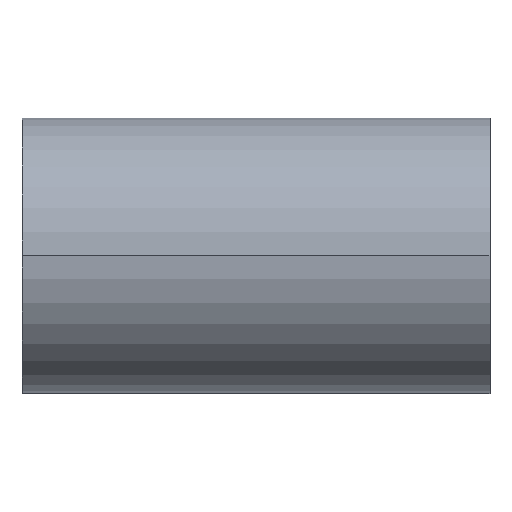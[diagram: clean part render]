
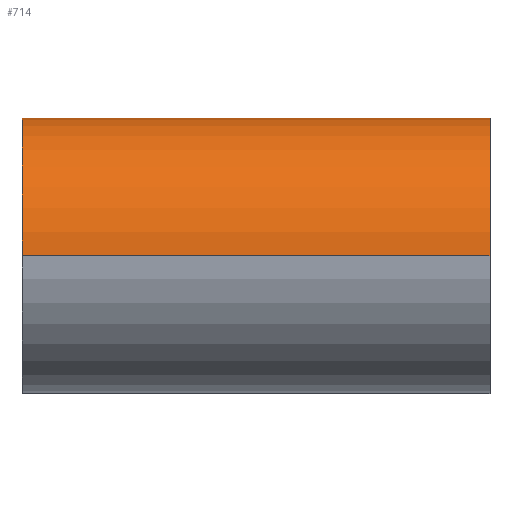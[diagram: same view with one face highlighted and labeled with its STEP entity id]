
A CAD part, top view. The second image highlights one B-rep face of the part: STEP entity #714.
In plain terms, the highlighted cylindrical face has radius 103 mm (diameter 206 mm), a partial arc.
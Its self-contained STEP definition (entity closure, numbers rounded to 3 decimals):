
#33 = VERTEX_POINT ( 'NONE', #637 ) ;
#49 = VERTEX_POINT ( 'NONE', #777 ) ;
#92 = ORIENTED_EDGE ( 'NONE', *, *, #644, .F. ) ;
#97 = EDGE_LOOP ( 'NONE', ( #809, #92, #797, #822, #476, #416 ) ) ;
#135 = AXIS2_PLACEMENT_3D ( 'NONE', #808, #983, #1060 ) ;
#150 = EDGE_CURVE ( 'NONE', #961, #49, #495, .T. ) ;
#166 = EDGE_CURVE ( 'NONE', #49, #183, #235, .T. ) ;
#171 = DIRECTION ( 'NONE',  ( 1., 0., 0. ) ) ;
#183 = VERTEX_POINT ( 'NONE', #246 ) ;
#218 = CARTESIAN_POINT ( 'NONE',  ( -175., 103., 0. ) ) ;
#219 = CIRCLE ( 'NONE', #358, 103. ) ;
#235 = CIRCLE ( 'NONE', #135, 103. ) ;
#240 = EDGE_CURVE ( 'NONE', #33, #961, #219, .T. ) ;
#246 = CARTESIAN_POINT ( 'NONE',  ( -175., 103., 0. ) ) ;
#271 = DIRECTION ( 'NONE',  ( -1., 0., 0. ) ) ;
#312 = VERTEX_POINT ( 'NONE', #445 ) ;
#339 = CARTESIAN_POINT ( 'NONE',  ( 175., 0., 0. ) ) ;
#358 = AXIS2_PLACEMENT_3D ( 'NONE', #339, #750, #743 ) ;
#382 = LINE ( 'NONE', #218, #990 ) ;
#400 = VECTOR ( 'NONE', #271, 1000. ) ;
#404 = DIRECTION ( 'NONE',  ( -1., 0., 0. ) ) ;
#416 = ORIENTED_EDGE ( 'NONE', *, *, #240, .F. ) ;
#421 = AXIS2_PLACEMENT_3D ( 'NONE', #566, #171, #655 ) ;
#445 = CARTESIAN_POINT ( 'NONE',  ( 160., 103., 0. ) ) ;
#476 = ORIENTED_EDGE ( 'NONE', *, *, #150, .F. ) ;
#483 = CYLINDRICAL_SURFACE ( 'NONE', #421, 103. ) ;
#495 = LINE ( 'NONE', #1053, #636 ) ;
#496 = EDGE_CURVE ( 'NONE', #183, #687, #382, .T. ) ;
#542 = DIRECTION ( 'NONE',  ( 1., 0., 0. ) ) ;
#566 = CARTESIAN_POINT ( 'NONE',  ( -175., 0., 0. ) ) ;
#636 = VECTOR ( 'NONE', #404, 1000. ) ;
#637 = CARTESIAN_POINT ( 'NONE',  ( 175., 103., 0. ) ) ;
#642 = CARTESIAN_POINT ( 'NONE',  ( -175., 103., 0. ) ) ;
#644 = EDGE_CURVE ( 'NONE', #687, #312, #867, .T. ) ;
#655 = DIRECTION ( 'NONE',  ( 0., 0., -1. ) ) ;
#664 = CARTESIAN_POINT ( 'NONE',  ( -175., 103., 0. ) ) ;
#687 = VERTEX_POINT ( 'NONE', #732 ) ;
#714 = ADVANCED_FACE ( 'NONE', ( #985 ), #483, .T. ) ;
#732 = CARTESIAN_POINT ( 'NONE',  ( -160., 103., 0. ) ) ;
#743 = DIRECTION ( 'NONE',  ( 0., 0., 1. ) ) ;
#750 = DIRECTION ( 'NONE',  ( 1., 0., 0. ) ) ;
#756 = CARTESIAN_POINT ( 'NONE',  ( 175., 0., 103. ) ) ;
#777 = CARTESIAN_POINT ( 'NONE',  ( -175., 0., 103. ) ) ;
#792 = DIRECTION ( 'NONE',  ( 1., 0., 0. ) ) ;
#797 = ORIENTED_EDGE ( 'NONE', *, *, #496, .F. ) ;
#808 = CARTESIAN_POINT ( 'NONE',  ( -175., 0., 0. ) ) ;
#809 = ORIENTED_EDGE ( 'NONE', *, *, #908, .T. ) ;
#822 = ORIENTED_EDGE ( 'NONE', *, *, #166, .F. ) ;
#836 = LINE ( 'NONE', #664, #400 ) ;
#841 = VECTOR ( 'NONE', #792, 1000. ) ;
#867 = LINE ( 'NONE', #642, #841 ) ;
#908 = EDGE_CURVE ( 'NONE', #33, #312, #836, .T. ) ;
#961 = VERTEX_POINT ( 'NONE', #756 ) ;
#983 = DIRECTION ( 'NONE',  ( -1., 0., 0. ) ) ;
#985 = FACE_OUTER_BOUND ( 'NONE', #97, .T. ) ;
#990 = VECTOR ( 'NONE', #542, 1000. ) ;
#1053 = CARTESIAN_POINT ( 'NONE',  ( -175., 0., 103. ) ) ;
#1060 = DIRECTION ( 'NONE',  ( 0., 0., -1. ) ) ;
